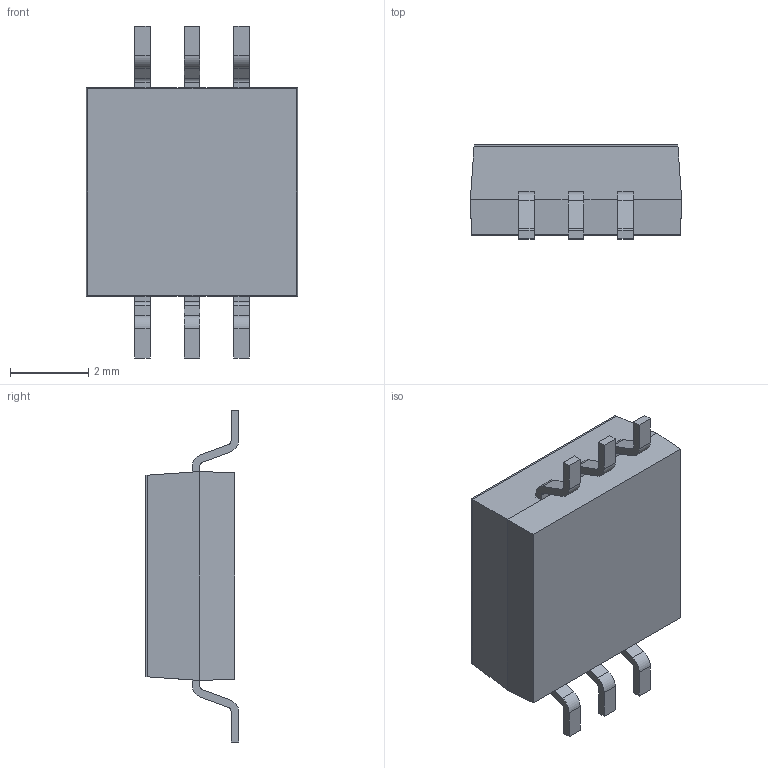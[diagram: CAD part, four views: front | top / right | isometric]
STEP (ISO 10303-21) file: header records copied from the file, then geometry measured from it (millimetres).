
FILE_DESCRIPTION((''),'2;1');
FILE_NAME('DSHP03TS-S','2019-12-31T',('Administrator'),(''),'PRO/ENGINEER BY PARAMETRIC TECHNOLOGY CORPORATION, 2010280','PRO/ENGINEER BY PARAMETRIC TECHNOLOGY CORPORATION, 2010280','');
FILE_SCHEMA(('CONFIG_CONTROL_DESIGN'));
Length unit declared in the file: millimetre
Products named in the file (1): DSHP03TS-S
Bounding box: 5.41 x 2.4 x 8.5 mm (x, y, z)
Volume: 64.2 mm3; surface area: 129 mm2
Topology: 1 solids, 1 shells, 556 faces, 1564 edges, 1036 vertices
Faces by surface type: plane 528, cylinder 28
Entity records: 17622 total; most frequent: CARTESIAN_POINT 3156, ORIENTED_EDGE 3128, DIRECTION 2732, EDGE_CURVE 1564, VECTOR 1508, LINE 1508, VERTEX_POINT 1036, AXIS2_PLACEMENT_3D 612
